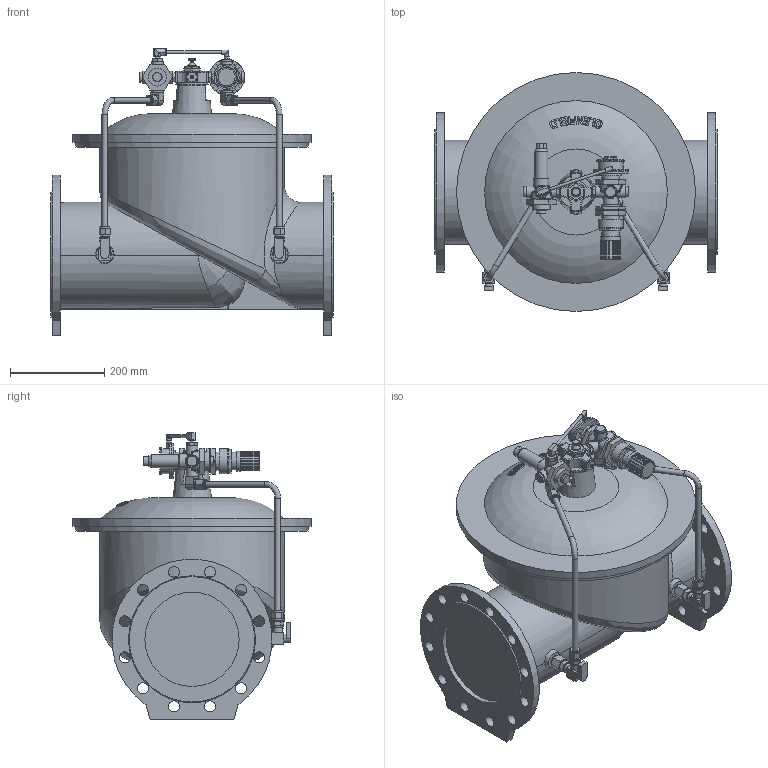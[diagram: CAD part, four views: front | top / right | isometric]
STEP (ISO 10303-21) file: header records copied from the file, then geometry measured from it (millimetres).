
FILE_DESCRIPTION (( 'STEP AP203' ), '1' );
FILE_NAME ('O_859_10_DN200_114XX10_AA0_step.step', '2017-01-09T07:12:11', ( 'Windows User' ), ( 'AVK' ), 'SwSTEP 2.0', 'SolidWorks 2012', '' );
FILE_SCHEMA (( 'CONFIG_CONTROL_DESIGN' ));
Products named in the file (1): O_859_10_DN200_114XX10_AA0_step
Bounding box: 600 x 507 x 608.5 mm (x, y, z)
Volume: 54143480.9 mm3; surface area: 1450472.4 mm2
Topology: 1 solids, 1 shells, 1127 faces, 2802 edges, 1756 vertices
Faces by surface type: plane 574, cylinder 236, cone 165, bspline 76, torus 56, sphere 20
Full cylindrical faces by diameter (mm): 4 x1, 6 x1, 7 x1, 7.7 x2, 9 x2, 9.7 x1, 12 x4, 14 x1, 15.002 x2, 16 x5, 18 x6, 19 x1, 19.6 x2, 20 x7, 20.955 x2, 21 x5, 23.5 x24, 24 x2, 25 x8, 26 x2, 28 x1, 32 x2, 37 x1, 38 x3, 40 x1, 42 x1, 46 x3, 48 x3, 53 x3, 58 x1
Entity records: 41713 total; most frequent: CARTESIAN_POINT 16923, ORIENTED_EDGE 5114, DIRECTION 4860, EDGE_CURVE 2557, AXIS2_PLACEMENT_3D 1879, VERTEX_POINT 1667, EDGE_LOOP 1416, FACE_OUTER_BOUND 1251
